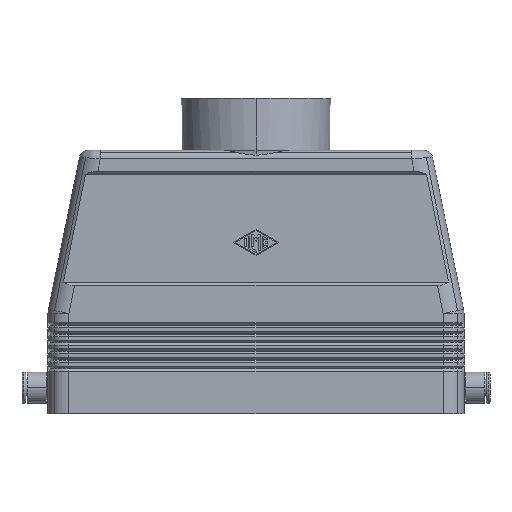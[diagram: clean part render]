
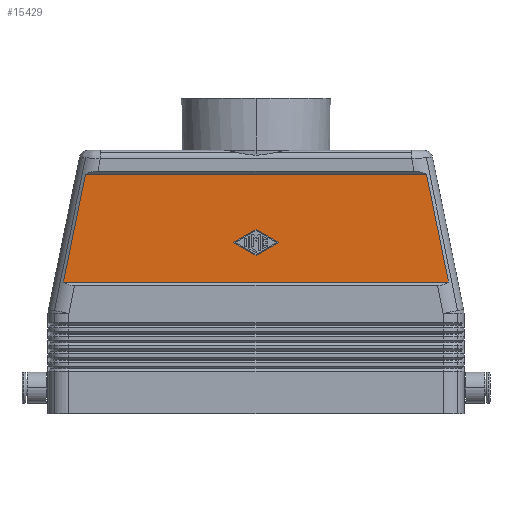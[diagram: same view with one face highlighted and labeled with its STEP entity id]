
A CAD part, front view. The second image highlights one B-rep face of the part: STEP entity #15429.
In plain terms, the highlighted planar face has unit normal (0, -1, 0).
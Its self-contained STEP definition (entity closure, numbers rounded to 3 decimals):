
#771=CARTESIAN_POINT('',(49.191,-20.5,69.0));
#772=VERTEX_POINT('',#771);
#780=CARTESIAN_POINT('',(55.525,-20.5,38.0));
#781=VERTEX_POINT('',#780);
#782=CARTESIAN_POINT('',(49.191,-20.5,69.0));
#783=DIRECTION('',(0.2,0.0,-0.98));
#784=VECTOR('',#783,31.64);
#785=LINE('',#782,#784);
#786=EDGE_CURVE('',#772,#781,#785,.T.);
#1007=CARTESIAN_POINT('',(-55.525,-20.5,38.0));
#1008=VERTEX_POINT('',#1007);
#1016=CARTESIAN_POINT('',(-49.191,-20.5,69.0));
#1017=VERTEX_POINT('',#1016);
#1018=CARTESIAN_POINT('',(-55.525,-20.5,38.0));
#1019=DIRECTION('',(0.2,0.0,0.98));
#1020=VECTOR('',#1019,31.64);
#1021=LINE('',#1018,#1020);
#1022=EDGE_CURVE('',#1008,#1017,#1021,.T.);
#14574=CARTESIAN_POINT('',(0.,-20.5,53.149));
#14575=VERTEX_POINT('',#14574);
#14576=CARTESIAN_POINT('',(6.5,-20.5,49.4));
#14577=VERTEX_POINT('',#14576);
#14578=CARTESIAN_POINT('',(0.,-20.5,53.149));
#14579=DIRECTION('',(0.866,0.0,-0.5));
#14580=VECTOR('',#14579,7.504);
#14581=LINE('',#14578,#14580);
#14582=EDGE_CURVE('',#14575,#14577,#14581,.T.);
#14614=CARTESIAN_POINT('',(0.,-20.5,45.651));
#14615=VERTEX_POINT('',#14614);
#14616=CARTESIAN_POINT('',(6.5,-20.5,49.4));
#14617=DIRECTION('',(-0.866,0.0,-0.5));
#14618=VECTOR('',#14617,7.504);
#14619=LINE('',#14616,#14618);
#14620=EDGE_CURVE('',#14577,#14615,#14619,.T.);
#14698=CARTESIAN_POINT('',(-6.5,-20.5,49.4));
#14699=VERTEX_POINT('',#14698);
#14700=CARTESIAN_POINT('',(0.,-20.5,45.651));
#14701=DIRECTION('',(-0.866,0.0,0.5));
#14702=VECTOR('',#14701,7.504);
#14703=LINE('',#14700,#14702);
#14704=EDGE_CURVE('',#14615,#14699,#14703,.T.);
#14729=CARTESIAN_POINT('',(-6.5,-20.5,49.4));
#14730=DIRECTION('',(0.866,0.0,0.5));
#14731=VECTOR('',#14730,7.504);
#14732=LINE('',#14729,#14731);
#14733=EDGE_CURVE('',#14699,#14575,#14732,.T.);
#15402=CARTESIAN_POINT('',(0.0,-20.5,69.0));
#15403=DIRECTION('',(0.0,1.0,0.0));
#15404=DIRECTION('',(0.0,0.0,1.0));
#15405=AXIS2_PLACEMENT_3D('',#15402,#15403,#15404);
#15406=PLANE('',#15405);
#15407=ORIENTED_EDGE('',*,*,#786,.F.);
#15408=CARTESIAN_POINT('',(-49.191,-20.5,69.0));
#15409=DIRECTION('',(1.0,0.0,0.0));
#15410=VECTOR('',#15409,98.383);
#15411=LINE('',#15408,#15410);
#15412=EDGE_CURVE('',#1017,#772,#15411,.T.);
#15413=ORIENTED_EDGE('',*,*,#15412,.F.);
#15414=ORIENTED_EDGE('',*,*,#1022,.F.);
#15415=CARTESIAN_POINT('',(-55.525,-20.5,38.0));
#15416=DIRECTION('',(1.0,0.0,0.0));
#15417=VECTOR('',#15416,111.049);
#15418=LINE('',#15415,#15417);
#15419=EDGE_CURVE('',#1008,#781,#15418,.T.);
#15420=ORIENTED_EDGE('',*,*,#15419,.T.);
#15421=EDGE_LOOP('',(#15407,#15413,#15414,#15420));
#15422=FACE_OUTER_BOUND('',#15421,.T.);
#15423=ORIENTED_EDGE('',*,*,#14704,.T.);
#15424=ORIENTED_EDGE('',*,*,#14733,.T.);
#15425=ORIENTED_EDGE('',*,*,#14582,.T.);
#15426=ORIENTED_EDGE('',*,*,#14620,.T.);
#15427=EDGE_LOOP('',(#15423,#15424,#15425,#15426));
#15428=FACE_BOUND('',#15427,.T.);
#15429=ADVANCED_FACE('',(#15422,#15428),#15406,.F.);
